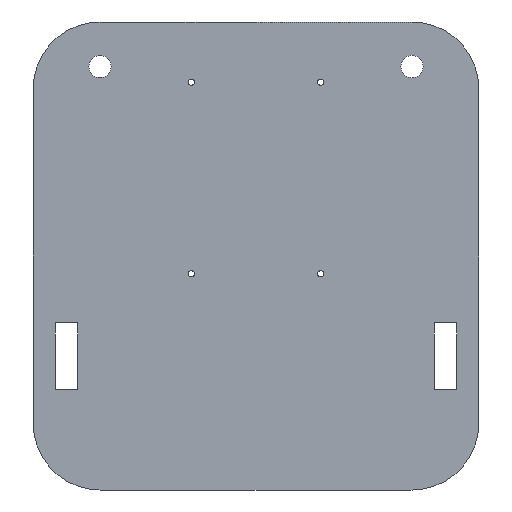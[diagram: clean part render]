
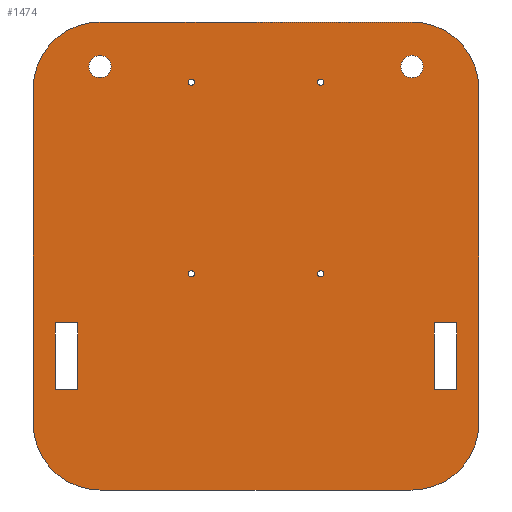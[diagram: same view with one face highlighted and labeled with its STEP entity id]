
A CAD part, left-side view. The second image highlights one B-rep face of the part: STEP entity #1474.
In plain terms, the highlighted planar face has unit normal (-1, 0, 0).
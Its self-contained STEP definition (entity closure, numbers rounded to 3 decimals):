
#39=FACE_BOUND('',#210,.T.);
#40=FACE_BOUND('',#211,.T.);
#41=FACE_BOUND('',#212,.T.);
#42=FACE_BOUND('',#213,.T.);
#43=FACE_BOUND('',#214,.T.);
#44=FACE_BOUND('',#215,.T.);
#45=FACE_BOUND('',#216,.T.);
#46=FACE_BOUND('',#217,.T.);
#70=PLANE('',#1593);
#113=FACE_OUTER_BOUND('',#209,.T.);
#209=EDGE_LOOP('',(#1054,#1055,#1056,#1057,#1058,#1059,#1060,#1061));
#210=EDGE_LOOP('',(#1062));
#211=EDGE_LOOP('',(#1063));
#212=EDGE_LOOP('',(#1064));
#213=EDGE_LOOP('',(#1065));
#214=EDGE_LOOP('',(#1066));
#215=EDGE_LOOP('',(#1067));
#216=EDGE_LOOP('',(#1068,#1069,#1070,#1071));
#217=EDGE_LOOP('',(#1072,#1073,#1074,#1075));
#324=LINE('',#2253,#448);
#341=LINE('',#2304,#465);
#343=LINE('',#2308,#467);
#344=LINE('',#2312,#468);
#345=LINE('',#2324,#469);
#346=LINE('',#2326,#470);
#347=LINE('',#2328,#471);
#348=LINE('',#2329,#472);
#349=LINE('',#2332,#473);
#350=LINE('',#2334,#474);
#351=LINE('',#2336,#475);
#352=LINE('',#2337,#476);
#448=VECTOR('',#1776,10.);
#465=VECTOR('',#1815,10.);
#467=VECTOR('',#1819,10.);
#468=VECTOR('',#1822,10.);
#469=VECTOR('',#1833,10.);
#470=VECTOR('',#1834,10.);
#471=VECTOR('',#1835,10.);
#472=VECTOR('',#1836,10.);
#473=VECTOR('',#1837,10.);
#474=VECTOR('',#1838,10.);
#475=VECTOR('',#1839,10.);
#476=VECTOR('',#1840,10.);
#567=CIRCLE('',#1574,5.);
#569=CIRCLE('',#1577,5.);
#571=CIRCLE('',#1580,30.);
#579=CIRCLE('',#1591,30.);
#580=CIRCLE('',#1594,30.);
#581=CIRCLE('',#1595,30.);
#582=CIRCLE('',#1596,1.4);
#583=CIRCLE('',#1597,1.4);
#584=CIRCLE('',#1598,1.4);
#585=CIRCLE('',#1599,1.4);
#655=VERTEX_POINT('',#2230);
#657=VERTEX_POINT('',#2236);
#660=VERTEX_POINT('',#2243);
#661=VERTEX_POINT('',#2245);
#663=VERTEX_POINT('',#2251);
#685=VERTEX_POINT('',#2299);
#686=VERTEX_POINT('',#2303);
#687=VERTEX_POINT('',#2307);
#688=VERTEX_POINT('',#2309);
#689=VERTEX_POINT('',#2311);
#690=VERTEX_POINT('',#2314);
#691=VERTEX_POINT('',#2316);
#692=VERTEX_POINT('',#2318);
#693=VERTEX_POINT('',#2320);
#694=VERTEX_POINT('',#2322);
#695=VERTEX_POINT('',#2323);
#696=VERTEX_POINT('',#2325);
#697=VERTEX_POINT('',#2327);
#698=VERTEX_POINT('',#2330);
#699=VERTEX_POINT('',#2331);
#700=VERTEX_POINT('',#2333);
#701=VERTEX_POINT('',#2335);
#794=EDGE_CURVE('',#655,#655,#567,.T.);
#797=EDGE_CURVE('',#657,#657,#569,.T.);
#800=EDGE_CURVE('',#660,#661,#571,.T.);
#804=EDGE_CURVE('',#660,#663,#324,.T.);
#828=EDGE_CURVE('',#685,#663,#579,.T.);
#829=EDGE_CURVE('',#686,#661,#341,.T.);
#831=EDGE_CURVE('',#685,#687,#343,.T.);
#832=EDGE_CURVE('',#688,#687,#580,.T.);
#833=EDGE_CURVE('',#688,#689,#344,.T.);
#834=EDGE_CURVE('',#686,#689,#581,.T.);
#835=EDGE_CURVE('',#690,#690,#582,.T.);
#836=EDGE_CURVE('',#691,#691,#583,.T.);
#837=EDGE_CURVE('',#692,#692,#584,.T.);
#838=EDGE_CURVE('',#693,#693,#585,.T.);
#839=EDGE_CURVE('',#694,#695,#345,.T.);
#840=EDGE_CURVE('',#695,#696,#346,.T.);
#841=EDGE_CURVE('',#696,#697,#347,.T.);
#842=EDGE_CURVE('',#697,#694,#348,.T.);
#843=EDGE_CURVE('',#698,#699,#349,.T.);
#844=EDGE_CURVE('',#699,#700,#350,.T.);
#845=EDGE_CURVE('',#700,#701,#351,.T.);
#846=EDGE_CURVE('',#701,#698,#352,.T.);
#1054=ORIENTED_EDGE('',*,*,#800,.F.);
#1055=ORIENTED_EDGE('',*,*,#804,.T.);
#1056=ORIENTED_EDGE('',*,*,#828,.F.);
#1057=ORIENTED_EDGE('',*,*,#831,.T.);
#1058=ORIENTED_EDGE('',*,*,#832,.F.);
#1059=ORIENTED_EDGE('',*,*,#833,.T.);
#1060=ORIENTED_EDGE('',*,*,#834,.F.);
#1061=ORIENTED_EDGE('',*,*,#829,.T.);
#1062=ORIENTED_EDGE('',*,*,#794,.T.);
#1063=ORIENTED_EDGE('',*,*,#797,.T.);
#1064=ORIENTED_EDGE('',*,*,#835,.T.);
#1065=ORIENTED_EDGE('',*,*,#836,.T.);
#1066=ORIENTED_EDGE('',*,*,#837,.T.);
#1067=ORIENTED_EDGE('',*,*,#838,.T.);
#1068=ORIENTED_EDGE('',*,*,#839,.T.);
#1069=ORIENTED_EDGE('',*,*,#840,.T.);
#1070=ORIENTED_EDGE('',*,*,#841,.T.);
#1071=ORIENTED_EDGE('',*,*,#842,.T.);
#1072=ORIENTED_EDGE('',*,*,#843,.T.);
#1073=ORIENTED_EDGE('',*,*,#844,.T.);
#1074=ORIENTED_EDGE('',*,*,#845,.T.);
#1075=ORIENTED_EDGE('',*,*,#846,.T.);
#1474=ADVANCED_FACE('',(#113,#39,#40,#41,#42,#43,#44,#45,#46),#70,.F.);
#1574=AXIS2_PLACEMENT_3D('',#2232,#1755,#1756);
#1577=AXIS2_PLACEMENT_3D('',#2238,#1762,#1763);
#1580=AXIS2_PLACEMENT_3D('',#2246,#1769,#1770);
#1591=AXIS2_PLACEMENT_3D('',#2301,#1811,#1812);
#1593=AXIS2_PLACEMENT_3D('',#2306,#1817,#1818);
#1594=AXIS2_PLACEMENT_3D('',#2310,#1820,#1821);
#1595=AXIS2_PLACEMENT_3D('',#2313,#1823,#1824);
#1596=AXIS2_PLACEMENT_3D('',#2315,#1825,#1826);
#1597=AXIS2_PLACEMENT_3D('',#2317,#1827,#1828);
#1598=AXIS2_PLACEMENT_3D('',#2319,#1829,#1830);
#1599=AXIS2_PLACEMENT_3D('',#2321,#1831,#1832);
#1755=DIRECTION('center_axis',(1.,0.,0.));
#1756=DIRECTION('ref_axis',(0.,1.,0.));
#1762=DIRECTION('center_axis',(1.,0.,0.));
#1763=DIRECTION('ref_axis',(0.,1.,0.));
#1769=DIRECTION('center_axis',(1.,0.,0.));
#1770=DIRECTION('ref_axis',(0.,-0.707,0.707));
#1776=DIRECTION('',(0.,1.,0.));
#1811=DIRECTION('center_axis',(1.,0.,0.));
#1812=DIRECTION('ref_axis',(0.,0.707,0.707));
#1815=DIRECTION('',(0.,0.,1.));
#1817=DIRECTION('center_axis',(1.,0.,0.));
#1818=DIRECTION('ref_axis',(0.,1.,0.));
#1819=DIRECTION('',(0.,0.,-1.));
#1820=DIRECTION('center_axis',(1.,0.,0.));
#1821=DIRECTION('ref_axis',(0.,0.707,-0.707));
#1822=DIRECTION('',(0.,-1.,0.));
#1823=DIRECTION('center_axis',(1.,0.,0.));
#1824=DIRECTION('ref_axis',(0.,-0.707,-0.707));
#1825=DIRECTION('center_axis',(1.,0.,0.));
#1826=DIRECTION('ref_axis',(0.,1.,0.));
#1827=DIRECTION('center_axis',(1.,0.,0.));
#1828=DIRECTION('ref_axis',(0.,1.,0.));
#1829=DIRECTION('center_axis',(1.,0.,0.));
#1830=DIRECTION('ref_axis',(0.,1.,0.));
#1831=DIRECTION('center_axis',(1.,0.,0.));
#1832=DIRECTION('ref_axis',(0.,1.,0.));
#1833=DIRECTION('',(0.,0.,1.));
#1834=DIRECTION('',(0.,-1.,0.));
#1835=DIRECTION('',(0.,0.,-1.));
#1836=DIRECTION('',(0.,1.,0.));
#1837=DIRECTION('',(0.,-1.,0.));
#1838=DIRECTION('',(0.,0.,-1.));
#1839=DIRECTION('',(0.,1.,0.));
#1840=DIRECTION('',(0.,0.,1.));
#2230=CARTESIAN_POINT('',(0.,65.,90.));
#2232=CARTESIAN_POINT('Origin',(0.,70.,90.));
#2236=CARTESIAN_POINT('',(0.,-75.,90.));
#2238=CARTESIAN_POINT('Origin',(0.,-70.,90.));
#2243=CARTESIAN_POINT('',(0.,-70.,110.));
#2245=CARTESIAN_POINT('',(0.,-100.,80.));
#2246=CARTESIAN_POINT('Origin',(0.,-70.,80.));
#2251=CARTESIAN_POINT('',(0.,70.,110.));
#2253=CARTESIAN_POINT('',(0.,50.,110.));
#2299=CARTESIAN_POINT('',(0.,100.,80.));
#2301=CARTESIAN_POINT('Origin',(0.,70.,80.));
#2303=CARTESIAN_POINT('',(0.,-100.,-70.));
#2304=CARTESIAN_POINT('',(0.,-100.,-100.));
#2306=CARTESIAN_POINT('Origin',(0.,0.,0.));
#2307=CARTESIAN_POINT('',(0.,100.,-70.));
#2308=CARTESIAN_POINT('',(0.,100.,100.));
#2309=CARTESIAN_POINT('',(0.,70.,-100.));
#2310=CARTESIAN_POINT('Origin',(0.,70.,-70.));
#2311=CARTESIAN_POINT('',(0.,-70.,-100.));
#2312=CARTESIAN_POINT('',(0.,100.,-100.));
#2313=CARTESIAN_POINT('Origin',(0.,-70.,-70.));
#2314=CARTESIAN_POINT('',(0.,-30.4,83.));
#2315=CARTESIAN_POINT('Origin',(0.,-29.,83.));
#2316=CARTESIAN_POINT('',(0.,-30.4,-3.));
#2317=CARTESIAN_POINT('Origin',(0.,-29.,-3.));
#2318=CARTESIAN_POINT('',(0.,27.6,83.));
#2319=CARTESIAN_POINT('Origin',(0.,29.,83.));
#2320=CARTESIAN_POINT('',(0.,27.6,-3.));
#2321=CARTESIAN_POINT('Origin',(0.,29.,-3.));
#2322=CARTESIAN_POINT('',(0.,-80.,-55.));
#2323=CARTESIAN_POINT('',(0.,-80.,-25.));
#2324=CARTESIAN_POINT('',(0.,-80.,-12.5));
#2325=CARTESIAN_POINT('',(0.,-90.,-25.));
#2326=CARTESIAN_POINT('',(0.,-45.,-25.));
#2327=CARTESIAN_POINT('',(0.,-90.,-55.));
#2328=CARTESIAN_POINT('',(0.,-90.,-27.5));
#2329=CARTESIAN_POINT('',(0.,-40.,-55.));
#2330=CARTESIAN_POINT('',(0.,90.,-25.));
#2331=CARTESIAN_POINT('',(0.,80.,-25.));
#2332=CARTESIAN_POINT('',(0.,40.,-25.));
#2333=CARTESIAN_POINT('',(0.,80.,-55.));
#2334=CARTESIAN_POINT('',(0.,80.,-27.5));
#2335=CARTESIAN_POINT('',(0.,90.,-55.));
#2336=CARTESIAN_POINT('',(0.,45.,-55.));
#2337=CARTESIAN_POINT('',(0.,90.,-12.5));
